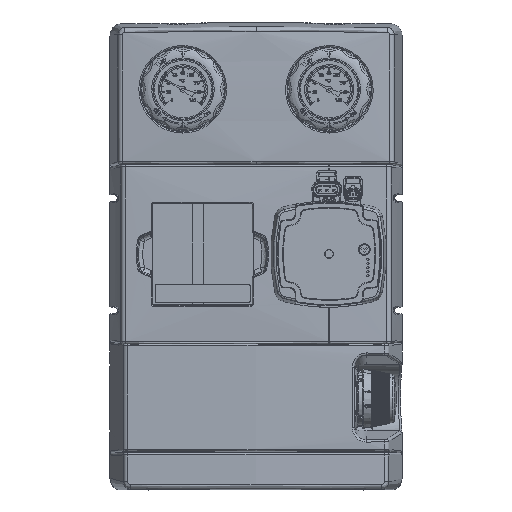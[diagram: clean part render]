
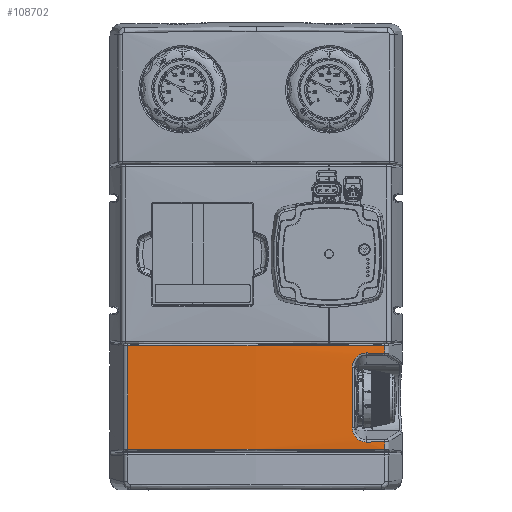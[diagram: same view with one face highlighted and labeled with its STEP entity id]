
A CAD part, top view. The second image highlights one B-rep face of the part: STEP entity #108702.
In plain terms, the highlighted cylindrical face has radius 2000 mm (diameter 4000 mm), a partial arc.
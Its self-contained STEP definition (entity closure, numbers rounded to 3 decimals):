
#108644=AXIS2_PLACEMENT_3D('Cylinder Axis2P3D',#108641,#108642,#108643) ;
#105932=CARTESIAN_POINT('Vertex',(47.39,-218.692,34.229)) ;
#106022=CARTESIAN_POINT('Vertex',(-172.39,-218.692,34.229)) ;
#106026=CARTESIAN_POINT('Control Point',(47.39,-218.692,34.229)) ;
#106027=CARTESIAN_POINT('Control Point',(19.974,-218.745,35.737)) ;
#106028=CARTESIAN_POINT('Control Point',(-7.467,-218.781,36.776)) ;
#106029=CARTESIAN_POINT('Control Point',(-34.923,-218.801,37.343)) ;
#106030=CARTESIAN_POINT('Control Point',(-78.907,-218.806,37.496)) ;
#106031=CARTESIAN_POINT('Control Point',(-122.875,-218.77,36.441)) ;
#106032=CARTESIAN_POINT('Control Point',(-139.388,-218.75,35.874)) ;
#106033=CARTESIAN_POINT('Control Point',(-155.893,-218.724,35.137)) ;
#106034=CARTESIAN_POINT('Control Point',(-172.39,-218.692,34.229)) ;
#106502=CARTESIAN_POINT('Line Origine',(-172.39,-263.,34.229)) ;
#106506=CARTESIAN_POINT('Vertex',(-172.39,-307.308,34.229)) ;
#107121=CARTESIAN_POINT('Vertex',(47.39,-307.308,34.229)) ;
#107125=CARTESIAN_POINT('Control Point',(47.39,-307.308,34.229)) ;
#107126=CARTESIAN_POINT('Control Point',(19.974,-307.255,35.737)) ;
#107127=CARTESIAN_POINT('Control Point',(-7.467,-307.219,36.776)) ;
#107128=CARTESIAN_POINT('Control Point',(-34.923,-307.199,37.343)) ;
#107129=CARTESIAN_POINT('Control Point',(-78.907,-307.194,37.496)) ;
#107130=CARTESIAN_POINT('Control Point',(-122.875,-307.23,36.441)) ;
#107131=CARTESIAN_POINT('Control Point',(-139.388,-307.25,35.874)) ;
#107132=CARTESIAN_POINT('Control Point',(-155.893,-307.276,35.137)) ;
#107133=CARTESIAN_POINT('Control Point',(-172.39,-307.308,34.229)) ;
#108252=CARTESIAN_POINT('Line Origine',(47.39,-263.,34.229)) ;
#108256=CARTESIAN_POINT('Vertex',(47.39,-300.933,34.229)) ;
#108443=CARTESIAN_POINT('Line Origine',(47.39,-263.,34.229)) ;
#108447=CARTESIAN_POINT('Vertex',(47.39,-225.067,34.229)) ;
#108641=CARTESIAN_POINT('Axis2P3D Location',(-62.5,-263.,-1962.75)) ;
#108647=CARTESIAN_POINT('Control Point',(47.39,-300.933,34.229)) ;
#108648=CARTESIAN_POINT('Control Point',(42.198,-300.984,34.514)) ;
#108649=CARTESIAN_POINT('Control Point',(37.006,-301.03,34.78)) ;
#108650=CARTESIAN_POINT('Control Point',(31.813,-301.074,35.025)) ;
#108651=CARTESIAN_POINT('Vertex',(31.813,-301.074,35.025)) ;
#108655=CARTESIAN_POINT('Control Point',(31.813,-301.074,35.025)) ;
#108656=CARTESIAN_POINT('Control Point',(28.03,-301.105,35.204)) ;
#108657=CARTESIAN_POINT('Control Point',(24.219,-299.632,35.375)) ;
#108658=CARTESIAN_POINT('Control Point',(21.259,-296.575,35.496)) ;
#108659=CARTESIAN_POINT('Control Point',(19.826,-292.796,35.555)) ;
#108660=CARTESIAN_POINT('Control Point',(19.826,-289.019,35.555)) ;
#108661=CARTESIAN_POINT('Vertex',(19.826,-289.019,35.555)) ;
#108664=CARTESIAN_POINT('Line Origine',(19.826,-263.,35.555)) ;
#108668=CARTESIAN_POINT('Vertex',(19.826,-236.981,35.555)) ;
#108672=CARTESIAN_POINT('Control Point',(19.826,-236.981,35.555)) ;
#108673=CARTESIAN_POINT('Control Point',(19.826,-235.363,35.555)) ;
#108674=CARTESIAN_POINT('Control Point',(20.091,-233.744,35.544)) ;
#108675=CARTESIAN_POINT('Control Point',(20.624,-232.182,35.522)) ;
#108676=CARTESIAN_POINT('Control Point',(22.454,-228.812,35.446)) ;
#108677=CARTESIAN_POINT('Control Point',(25.463,-226.361,35.316)) ;
#108678=CARTESIAN_POINT('Control Point',(27.484,-225.383,35.226)) ;
#108679=CARTESIAN_POINT('Control Point',(29.651,-224.908,35.127)) ;
#108680=CARTESIAN_POINT('Control Point',(31.813,-224.926,35.025)) ;
#108681=CARTESIAN_POINT('Vertex',(31.813,-224.926,35.025)) ;
#108685=CARTESIAN_POINT('Control Point',(47.39,-225.067,34.229)) ;
#108686=CARTESIAN_POINT('Control Point',(42.198,-225.016,34.514)) ;
#108687=CARTESIAN_POINT('Control Point',(37.006,-224.97,34.78)) ;
#108688=CARTESIAN_POINT('Control Point',(31.813,-224.926,35.025)) ;
#106503=DIRECTION('Vector Direction',(0.,-1.,0.)) ;
#108253=DIRECTION('Vector Direction',(0.,1.,0.)) ;
#108444=DIRECTION('Vector Direction',(0.,1.,0.)) ;
#108642=DIRECTION('Axis2P3D Direction',(0.,1.,-0.)) ;
#108643=DIRECTION('Axis2P3D XDirection',(-0.055,0.,0.998)) ;
#108665=DIRECTION('Vector Direction',(0.,1.,0.)) ;
#106504=VECTOR('Line Direction',#106503,1.) ;
#108254=VECTOR('Line Direction',#108253,1.) ;
#108445=VECTOR('Line Direction',#108444,1.) ;
#108666=VECTOR('Line Direction',#108665,1.) ;
#108691=ORIENTED_EDGE('',*,*,#108449,.T.) ;
#108692=ORIENTED_EDGE('',*,*,#106035,.T.) ;
#108693=ORIENTED_EDGE('',*,*,#106508,.F.) ;
#108694=ORIENTED_EDGE('',*,*,#107134,.T.) ;
#108695=ORIENTED_EDGE('',*,*,#108258,.T.) ;
#108696=ORIENTED_EDGE('',*,*,#108653,.T.) ;
#108697=ORIENTED_EDGE('',*,*,#108663,.T.) ;
#108698=ORIENTED_EDGE('',*,*,#108670,.T.) ;
#108699=ORIENTED_EDGE('',*,*,#108683,.T.) ;
#108700=ORIENTED_EDGE('',*,*,#108689,.T.) ;
#108702=ADVANCED_FACE('PartBody',(#108701),#108645,.T.) ;
#106025=B_SPLINE_CURVE_WITH_KNOTS('',5,(#106026,#106027,#106028,#106029,#106030,#106031,#106032,#106033,#106034),.UNSPECIFIED.,.F.,.U.,(6,3,6),(91.688,285.763,402.543),.UNSPECIFIED.) ;
#107124=B_SPLINE_CURVE_WITH_KNOTS('',5,(#107125,#107126,#107127,#107128,#107129,#107130,#107131,#107132,#107133),.UNSPECIFIED.,.F.,.U.,(6,3,6),(91.688,285.763,402.543),.UNSPECIFIED.) ;
#108646=B_SPLINE_CURVE_WITH_KNOTS('',3,(#108647,#108648,#108649,#108650),.UNSPECIFIED.,.F.,.U.,(4,4),(62.167,84.215),.UNSPECIFIED.) ;
#108654=B_SPLINE_CURVE_WITH_KNOTS('',5,(#108655,#108656,#108657,#108658,#108659,#108660),.UNSPECIFIED.,.F.,.U.,(6,6),(37.339,61.989),.UNSPECIFIED.) ;
#108671=B_SPLINE_CURVE_WITH_KNOTS('',5,(#108672,#108673,#108674,#108675,#108676,#108677,#108678,#108679,#108680),.UNSPECIFIED.,.F.,.U.,(6,3,6),(37.206,47.768,61.856),.UNSPECIFIED.) ;
#108684=B_SPLINE_CURVE_WITH_KNOTS('',3,(#108685,#108686,#108687,#108688),.UNSPECIFIED.,.F.,.U.,(4,4),(62.167,84.215),.UNSPECIFIED.) ;
#108645=CYLINDRICAL_SURFACE('generated cylinder',#108644,2000.) ;
#106035=EDGE_CURVE('',#105933,#106023,#106025,.T.) ;
#106508=EDGE_CURVE('',#106507,#106023,#106505,.F.) ;
#107134=EDGE_CURVE('',#106507,#107122,#107124,.F.) ;
#108258=EDGE_CURVE('',#107122,#108257,#108255,.T.) ;
#108449=EDGE_CURVE('',#108448,#105933,#108446,.T.) ;
#108653=EDGE_CURVE('',#108257,#108652,#108646,.T.) ;
#108663=EDGE_CURVE('',#108652,#108662,#108654,.T.) ;
#108670=EDGE_CURVE('',#108662,#108669,#108667,.T.) ;
#108683=EDGE_CURVE('',#108669,#108682,#108671,.T.) ;
#108689=EDGE_CURVE('',#108682,#108448,#108684,.F.) ;
#108690=EDGE_LOOP('',(#108691,#108692,#108693,#108694,#108695,#108696,#108697,#108698,#108699,#108700)) ;
#108701=FACE_OUTER_BOUND('',#108690,.T.) ;
#106505=LINE('Line',#106502,#106504) ;
#108255=LINE('Line',#108252,#108254) ;
#108446=LINE('Line',#108443,#108445) ;
#108667=LINE('Line',#108664,#108666) ;
#105933=VERTEX_POINT('',#105932) ;
#106023=VERTEX_POINT('',#106022) ;
#106507=VERTEX_POINT('',#106506) ;
#107122=VERTEX_POINT('',#107121) ;
#108257=VERTEX_POINT('',#108256) ;
#108448=VERTEX_POINT('',#108447) ;
#108652=VERTEX_POINT('',#108651) ;
#108662=VERTEX_POINT('',#108661) ;
#108669=VERTEX_POINT('',#108668) ;
#108682=VERTEX_POINT('',#108681) ;
